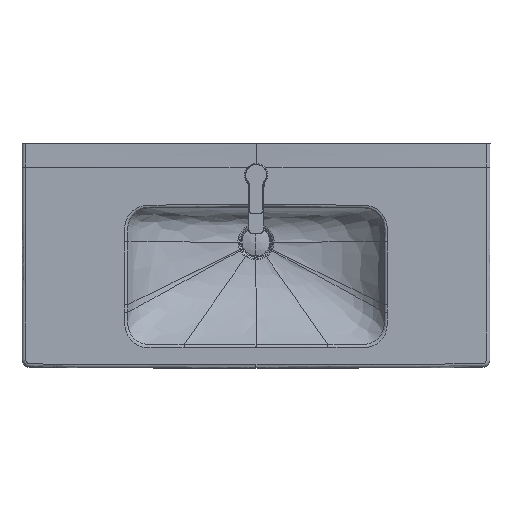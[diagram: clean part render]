
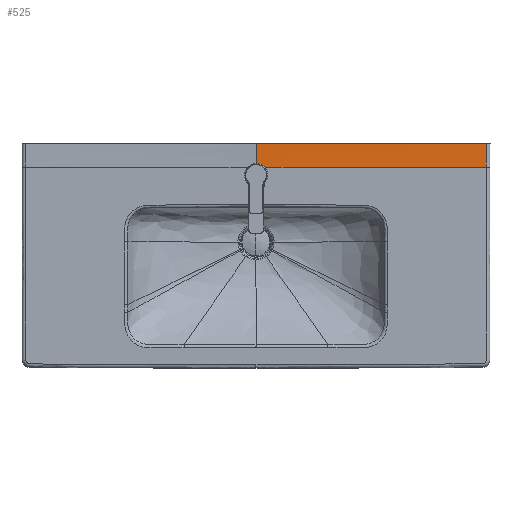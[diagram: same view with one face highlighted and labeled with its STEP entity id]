
A CAD part, top view. The second image highlights one B-rep face of the part: STEP entity #525.
In plain terms, the highlighted free-form (B-spline) face has degree [5, 5] with [6, 12] control points.
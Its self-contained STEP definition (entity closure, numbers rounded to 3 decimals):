
#88=B_SPLINE_SURFACE_WITH_KNOTS('',5,5,((#37571,#37572,#37573,#37574,#37575,
#37576,#37577,#37578,#37579,#37580,#37581,#37582),(#37583,#37584,#37585,
#37586,#37587,#37588,#37589,#37590,#37591,#37592,#37593,#37594),(#37595,
#37596,#37597,#37598,#37599,#37600,#37601,#37602,#37603,#37604,#37605,#37606),
(#37607,#37608,#37609,#37610,#37611,#37612,#37613,#37614,#37615,#37616,
#37617,#37618),(#37619,#37620,#37621,#37622,#37623,#37624,#37625,#37626,
#37627,#37628,#37629,#37630),(#37631,#37632,#37633,#37634,#37635,#37636,
#37637,#37638,#37639,#37640,#37641,#37642)),.UNSPECIFIED.,.F.,.F.,.F.,(6,
6),(6,3,3,6),(0.,500.237),(988.002,1000.501,1025.5,
1050.499),.UNSPECIFIED.);
#525=ADVANCED_FACE('',(#1088),#88,.T.);
#1088=FACE_OUTER_BOUND('',#1647,.T.);
#1647=EDGE_LOOP('',(#3133,#3134,#3135,#3136,#3137));
#3133=ORIENTED_EDGE('',*,*,#5188,.T.);
#3134=ORIENTED_EDGE('',*,*,#5089,.T.);
#3135=ORIENTED_EDGE('',*,*,#5090,.T.);
#3136=ORIENTED_EDGE('',*,*,#5076,.T.);
#3137=ORIENTED_EDGE('',*,*,#5261,.T.);
#5076=EDGE_CURVE('',#7361,#7441,#6085,.T.);
#5089=EDGE_CURVE('',#7452,#7359,#6098,.T.);
#5090=EDGE_CURVE('',#7359,#7361,#6099,.T.);
#5188=EDGE_CURVE('',#7454,#7452,#6183,.T.);
#5261=EDGE_CURVE('',#7441,#7454,#6248,.T.);
#6085=B_SPLINE_CURVE_WITH_KNOTS('',1,(#120838,#120839),.UNSPECIFIED.,.F.,
 .F.,(2,2),(-488.465,0.),.UNSPECIFIED.);
#6098=B_SPLINE_CURVE_WITH_KNOTS('',5,(#121218,#121219,#121220,#121221,#121222,
#121223,#121224,#121225,#121226),.UNSPECIFIED.,.F.,.F.,(6,3,6),(0.074,
35.388,69.995),.UNSPECIFIED.);
#6099=B_SPLINE_CURVE_WITH_KNOTS('',3,(#121227,#121228,#121229,#121230),
 .UNSPECIFIED.,.F.,.F.,(4,4),(0.,5.93),.UNSPECIFIED.);
#6183=B_SPLINE_CURVE_WITH_KNOTS('',3,(#122337,#122338,#122339,#122340),
 .UNSPECIFIED.,.F.,.F.,(4,4),(-696.762,0.),.UNSPECIFIED.);
#6248=B_SPLINE_CURVE_WITH_KNOTS('',5,(#123365,#123366,#123367,#123368,#123369,
#123370,#123371,#123372,#123373,#123374,#123375,#123376,#123377,#123378,
#123379,#123380,#123381,#123382,#123383,#123384,#123385),.UNSPECIFIED.,
 .F.,.F.,(6,3,3,3,3,3,6),(1536.575,1556.376,1566.657,
1586.564,1597.135,1602.42,1607.705),
 .UNSPECIFIED.);
#7359=VERTEX_POINT('',#118430);
#7361=VERTEX_POINT('',#118432);
#7441=VERTEX_POINT('',#118512);
#7452=VERTEX_POINT('',#118523);
#7454=VERTEX_POINT('',#118525);
#37571=CARTESIAN_POINT('',(500.837,252.602,83.05));
#37572=CARTESIAN_POINT('',(500.839,250.101,83.05));
#37573=CARTESIAN_POINT('',(500.842,247.599,83.05));
#37574=CARTESIAN_POINT('',(500.844,245.098,83.05));
#37575=CARTESIAN_POINT('',(500.851,237.591,83.05));
#37576=CARTESIAN_POINT('',(500.837,230.098,83.05));
#37577=CARTESIAN_POINT('',(500.839,225.095,83.05));
#37578=CARTESIAN_POINT('',(500.832,215.097,83.05));
#37579=CARTESIAN_POINT('',(500.829,205.096,83.05));
#37580=CARTESIAN_POINT('',(500.825,200.097,83.05));
#37581=CARTESIAN_POINT('',(500.822,195.097,83.05));
#37582=CARTESIAN_POINT('',(500.819,190.098,83.05));
#37583=CARTESIAN_POINT('',(400.795,252.603,83.965));
#37584=CARTESIAN_POINT('',(400.796,250.101,83.901));
#37585=CARTESIAN_POINT('',(400.797,247.6,83.837));
#37586=CARTESIAN_POINT('',(400.798,245.099,83.773));
#37587=CARTESIAN_POINT('',(400.8,237.593,83.582));
#37588=CARTESIAN_POINT('',(400.791,230.096,83.425));
#37589=CARTESIAN_POINT('',(400.791,225.094,83.335));
#37590=CARTESIAN_POINT('',(400.785,215.095,83.185));
#37591=CARTESIAN_POINT('',(400.782,205.095,83.095));
#37592=CARTESIAN_POINT('',(400.779,200.096,83.065));
#37593=CARTESIAN_POINT('',(400.777,195.097,83.05));
#37594=CARTESIAN_POINT('',(400.775,190.098,83.05));
#37595=CARTESIAN_POINT('',(300.749,252.598,84.651));
#37596=CARTESIAN_POINT('',(300.749,250.098,84.539));
#37597=CARTESIAN_POINT('',(300.749,247.598,84.428));
#37598=CARTESIAN_POINT('',(300.749,245.097,84.316));
#37599=CARTESIAN_POINT('',(300.749,237.596,83.981));
#37600=CARTESIAN_POINT('',(300.743,230.098,83.706));
#37601=CARTESIAN_POINT('',(300.743,225.097,83.548));
#37602=CARTESIAN_POINT('',(300.739,215.098,83.286));
#37603=CARTESIAN_POINT('',(300.736,205.098,83.128));
#37604=CARTESIAN_POINT('',(300.733,200.098,83.076));
#37605=CARTESIAN_POINT('',(300.732,195.098,83.05));
#37606=CARTESIAN_POINT('',(300.73,190.098,83.05));
#37607=CARTESIAN_POINT('',(200.697,252.593,85.108));
#37608=CARTESIAN_POINT('',(200.697,250.094,84.965));
#37609=CARTESIAN_POINT('',(200.696,247.595,84.821));
#37610=CARTESIAN_POINT('',(200.696,245.096,84.678));
#37611=CARTESIAN_POINT('',(200.695,237.598,84.248));
#37612=CARTESIAN_POINT('',(200.692,230.1,83.893));
#37613=CARTESIAN_POINT('',(200.691,225.101,83.691));
#37614=CARTESIAN_POINT('',(200.688,215.102,83.353));
#37615=CARTESIAN_POINT('',(200.686,205.101,83.151));
#37616=CARTESIAN_POINT('',(200.685,200.1,83.083));
#37617=CARTESIAN_POINT('',(200.683,195.099,83.05));
#37618=CARTESIAN_POINT('',(200.682,190.098,83.05));
#37619=CARTESIAN_POINT('',(100.649,252.591,85.337));
#37620=CARTESIAN_POINT('',(100.649,250.092,85.178));
#37621=CARTESIAN_POINT('',(100.648,247.594,85.018));
#37622=CARTESIAN_POINT('',(100.648,245.095,84.859));
#37623=CARTESIAN_POINT('',(100.647,237.599,84.381));
#37624=CARTESIAN_POINT('',(100.646,230.102,83.987));
#37625=CARTESIAN_POINT('',(100.645,225.103,83.762));
#37626=CARTESIAN_POINT('',(100.644,215.104,83.387));
#37627=CARTESIAN_POINT('',(100.643,205.103,83.162));
#37628=CARTESIAN_POINT('',(100.642,200.102,83.087));
#37629=CARTESIAN_POINT('',(100.641,195.1,83.05));
#37630=CARTESIAN_POINT('',(100.641,190.098,83.05));
#37631=CARTESIAN_POINT('',(0.597,252.591,85.337));
#37632=CARTESIAN_POINT('',(0.597,250.092,85.178));
#37633=CARTESIAN_POINT('',(0.597,247.594,85.018));
#37634=CARTESIAN_POINT('',(0.597,245.095,84.859));
#37635=CARTESIAN_POINT('',(0.597,237.599,84.381));
#37636=CARTESIAN_POINT('',(0.597,230.102,83.987));
#37637=CARTESIAN_POINT('',(0.597,225.103,83.762));
#37638=CARTESIAN_POINT('',(0.597,215.104,83.387));
#37639=CARTESIAN_POINT('',(0.597,205.103,83.162));
#37640=CARTESIAN_POINT('',(0.597,200.102,83.087));
#37641=CARTESIAN_POINT('',(0.597,195.1,83.05));
#37642=CARTESIAN_POINT('',(0.597,190.098,83.05));
#118430=CARTESIAN_POINT('',(0.597,190.598,83.05));
#118432=CARTESIAN_POINT('',(4.75,190.098,83.05));
#118512=CARTESIAN_POINT('',(493.215,190.098,83.05));
#118523=CARTESIAN_POINT('',(0.597,240.098,84.55));
#118525=CARTESIAN_POINT('',(493.287,240.098,83.095));
#120838=CARTESIAN_POINT('',(4.75,190.098,83.05));
#120839=CARTESIAN_POINT('',(493.215,190.098,83.05));
#121218=CARTESIAN_POINT('',(0.597,240.098,84.55));
#121219=CARTESIAN_POINT('',(0.597,235.1,84.25));
#121220=CARTESIAN_POINT('',(0.597,230.102,83.987));
#121221=CARTESIAN_POINT('',(0.597,225.103,83.762));
#121222=CARTESIAN_POINT('',(0.597,215.204,83.391));
#121223=CARTESIAN_POINT('',(0.597,205.303,83.167));
#121224=CARTESIAN_POINT('',(0.597,200.401,83.092));
#121225=CARTESIAN_POINT('',(0.597,195.5,83.053));
#121226=CARTESIAN_POINT('',(0.597,190.598,83.05));
#121227=CARTESIAN_POINT('',(0.597,190.598,83.05));
#121228=CARTESIAN_POINT('',(2.011,190.598,83.05));
#121229=CARTESIAN_POINT('',(3.376,190.433,83.05));
#121230=CARTESIAN_POINT('',(4.75,190.098,83.05));
#122337=CARTESIAN_POINT('',(493.287,240.098,83.095));
#122338=CARTESIAN_POINT('',(329.059,240.098,84.065));
#122339=CARTESIAN_POINT('',(164.828,240.098,84.55));
#122340=CARTESIAN_POINT('',(0.597,240.098,84.55));
#123365=CARTESIAN_POINT('',(493.215,190.098,83.05));
#123366=CARTESIAN_POINT('',(493.217,192.9,83.05));
#123367=CARTESIAN_POINT('',(493.219,195.703,83.05));
#123368=CARTESIAN_POINT('',(493.221,198.506,83.051));
#123369=CARTESIAN_POINT('',(493.225,202.764,83.052));
#123370=CARTESIAN_POINT('',(493.229,207.022,83.055));
#123371=CARTESIAN_POINT('',(493.23,208.208,83.055));
#123372=CARTESIAN_POINT('',(493.236,212.482,83.058));
#123373=CARTESIAN_POINT('',(493.242,216.754,83.062));
#123374=CARTESIAN_POINT('',(493.246,219.497,83.065));
#123375=CARTESIAN_POINT('',(493.253,223.812,83.07));
#123376=CARTESIAN_POINT('',(493.261,228.126,83.076));
#123377=CARTESIAN_POINT('',(493.264,229.623,83.078));
#123378=CARTESIAN_POINT('',(493.269,231.867,83.081));
#123379=CARTESIAN_POINT('',(493.274,234.111,83.084));
#123380=CARTESIAN_POINT('',(493.275,234.859,83.086));
#123381=CARTESIAN_POINT('',(493.279,236.356,83.088));
#123382=CARTESIAN_POINT('',(493.282,237.851,83.091));
#123383=CARTESIAN_POINT('',(493.284,238.602,83.092));
#123384=CARTESIAN_POINT('',(493.285,239.343,83.093));
#123385=CARTESIAN_POINT('',(493.287,240.098,83.095));
